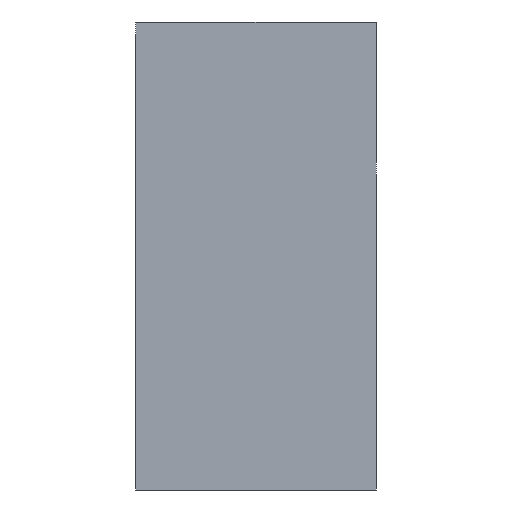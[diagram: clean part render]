
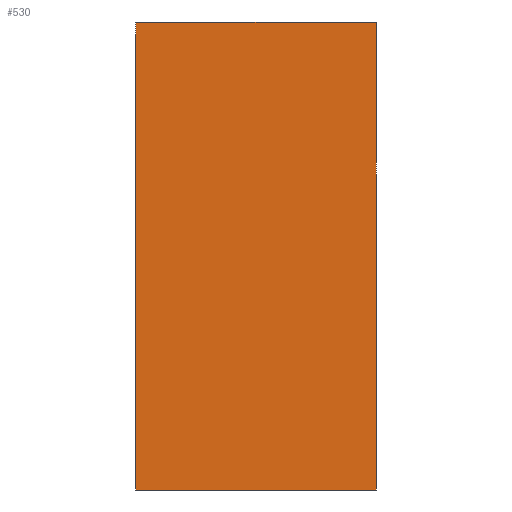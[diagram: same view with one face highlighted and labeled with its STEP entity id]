
A CAD part, front view. The second image highlights one B-rep face of the part: STEP entity #530.
In plain terms, the highlighted planar face has unit normal (0, -1, 0).
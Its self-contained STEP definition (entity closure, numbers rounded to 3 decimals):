
#169 = EDGE_CURVE('',#170,#172,#174,.T.);
#170 = VERTEX_POINT('',#171);
#171 = CARTESIAN_POINT('',(165.333,-51.983,-1.1));
#172 = VERTEX_POINT('',#173);
#173 = CARTESIAN_POINT('',(165.333,-51.983,76.89));
#174 = LINE('',#175,#176);
#175 = CARTESIAN_POINT('',(165.333,-51.983,74.9));
#176 = VECTOR('',#177,1.);
#177 = DIRECTION('',(0.,0.,1.));
#530 = ADVANCED_FACE('',(#531),#556,.T.);
#531 = FACE_BOUND('',#532,.T.);
#532 = EDGE_LOOP('',(#533,#543,#549,#550));
#533 = ORIENTED_EDGE('',*,*,#534,.T.);
#534 = EDGE_CURVE('',#535,#537,#539,.T.);
#535 = VERTEX_POINT('',#536);
#536 = CARTESIAN_POINT('',(125.333,-51.983,76.89));
#537 = VERTEX_POINT('',#538);
#538 = CARTESIAN_POINT('',(125.333,-51.983,-1.1));
#539 = LINE('',#540,#541);
#540 = CARTESIAN_POINT('',(125.333,-51.983,74.9));
#541 = VECTOR('',#542,1.);
#542 = DIRECTION('',(0.,0.,-1.));
#543 = ORIENTED_EDGE('',*,*,#544,.T.);
#544 = EDGE_CURVE('',#537,#170,#545,.T.);
#545 = LINE('',#546,#547);
#546 = CARTESIAN_POINT('',(125.333,-51.983,-1.1));
#547 = VECTOR('',#548,1.);
#548 = DIRECTION('',(1.,0.,0.));
#549 = ORIENTED_EDGE('',*,*,#169,.T.);
#550 = ORIENTED_EDGE('',*,*,#551,.F.);
#551 = EDGE_CURVE('',#535,#172,#552,.T.);
#552 = LINE('',#553,#554);
#553 = CARTESIAN_POINT('',(125.333,-51.983,76.89));
#554 = VECTOR('',#555,1.);
#555 = DIRECTION('',(1.,0.,0.));
#556 = PLANE('',#557);
#557 = AXIS2_PLACEMENT_3D('',#558,#559,#560);
#558 = CARTESIAN_POINT('',(145.333,-51.983,36.9));
#559 = DIRECTION('',(-0.,-1.,-0.));
#560 = DIRECTION('',(0.,0.,-1.));
